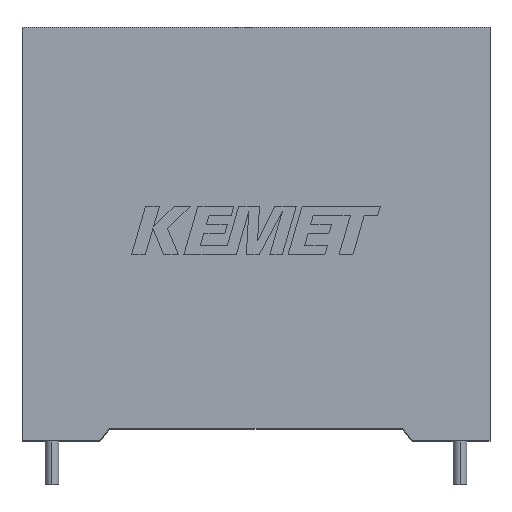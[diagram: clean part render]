
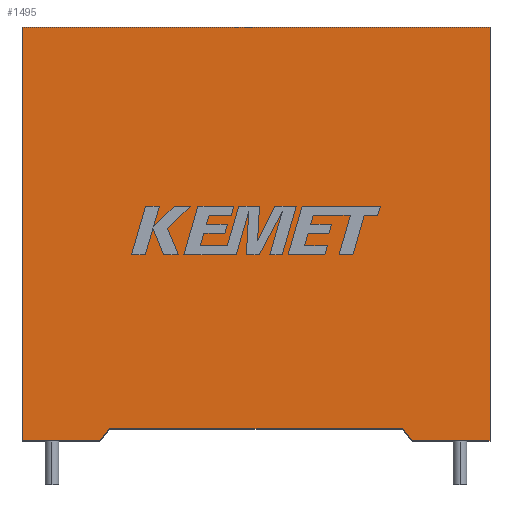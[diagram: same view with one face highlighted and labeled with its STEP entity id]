
A CAD part, top view. The second image highlights one B-rep face of the part: STEP entity #1495.
In plain terms, the highlighted planar face has unit normal (0, 0, 1).
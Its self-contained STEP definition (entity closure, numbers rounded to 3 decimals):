
#16 = EDGE_LOOP ( 'NONE', ( #1080, #1527, #2945, #1826, #2858, #2089, #840, #2597 ) ) ;
#31 = EDGE_CURVE ( 'NONE', #807, #3056, #451, .T. ) ;
#82 = VECTOR ( 'NONE', #663, 1000. ) ;
#163 = CARTESIAN_POINT ( 'NONE',  ( 34.95, 1.117, 29. ) ) ;
#186 = EDGE_CURVE ( 'NONE', #928, #3133, #2032, .T. ) ;
#215 = VECTOR ( 'NONE', #1370, 1000. ) ;
#250 = CARTESIAN_POINT ( 'NONE',  ( 21.5, 1.117, 29. ) ) ;
#263 = CARTESIAN_POINT ( 'NONE',  ( 43., 0., 29. ) ) ;
#345 = VECTOR ( 'NONE', #839, 1000. ) ;
#358 = CARTESIAN_POINT ( 'NONE',  ( 0., 0., 29. ) ) ;
#405 = CARTESIAN_POINT ( 'NONE',  ( 35.85, 0., 29. ) ) ;
#437 = CARTESIAN_POINT ( 'NONE',  ( 0., 0., 29. ) ) ;
#451 = LINE ( 'NONE', #263, #1845 ) ;
#464 = PLANE ( 'NONE',  #3045 ) ;
#489 = VERTEX_POINT ( 'NONE', #3078 ) ;
#566 = CARTESIAN_POINT ( 'NONE',  ( 8.05, 1.117, 29. ) ) ;
#663 = DIRECTION ( 'NONE',  ( 0.627, -0.779, 0. ) ) ;
#807 = VERTEX_POINT ( 'NONE', #2530 ) ;
#839 = DIRECTION ( 'NONE',  ( -1., 0., 0. ) ) ;
#840 = ORIENTED_EDGE ( 'NONE', *, *, #950, .T. ) ;
#903 = DIRECTION ( 'NONE',  ( 0., 0., -1. ) ) ;
#928 = VERTEX_POINT ( 'NONE', #163 ) ;
#950 = EDGE_CURVE ( 'NONE', #2234, #2454, #2138, .T. ) ;
#1060 = CARTESIAN_POINT ( 'NONE',  ( 43., 38., 29. ) ) ;
#1067 = EDGE_CURVE ( 'NONE', #1492, #807, #3096, .T. ) ;
#1080 = ORIENTED_EDGE ( 'NONE', *, *, #186, .F. ) ;
#1229 = CARTESIAN_POINT ( 'NONE',  ( 7.15, 0., 29. ) ) ;
#1233 = VECTOR ( 'NONE', #2740, 1000. ) ;
#1301 = DIRECTION ( 'NONE',  ( 0., -1., 0. ) ) ;
#1333 = EDGE_CURVE ( 'NONE', #3056, #489, #2268, .T. ) ;
#1370 = DIRECTION ( 'NONE',  ( 1., 0., 0. ) ) ;
#1492 = VERTEX_POINT ( 'NONE', #405 ) ;
#1495 = ADVANCED_FACE ( 'NONE', ( #2595 ), #464, .F. ) ;
#1527 = ORIENTED_EDGE ( 'NONE', *, *, #2748, .T. ) ;
#1537 = CARTESIAN_POINT ( 'NONE',  ( 8.05, 1.117, 29. ) ) ;
#1696 = CARTESIAN_POINT ( 'NONE',  ( 0., 0., 29. ) ) ;
#1721 = DIRECTION ( 'NONE',  ( -1., 0., 0. ) ) ;
#1826 = ORIENTED_EDGE ( 'NONE', *, *, #31, .T. ) ;
#1845 = VECTOR ( 'NONE', #1944, 1000. ) ;
#1944 = DIRECTION ( 'NONE',  ( 0., 1., 0. ) ) ;
#2032 = LINE ( 'NONE', #250, #2585 ) ;
#2044 = CARTESIAN_POINT ( 'NONE',  ( 0., 38., 29. ) ) ;
#2089 = ORIENTED_EDGE ( 'NONE', *, *, #2680, .T. ) ;
#2091 = CARTESIAN_POINT ( 'NONE',  ( 0., 0., 29. ) ) ;
#2138 = LINE ( 'NONE', #437, #215 ) ;
#2234 = VERTEX_POINT ( 'NONE', #2713 ) ;
#2268 = LINE ( 'NONE', #2044, #345 ) ;
#2322 = LINE ( 'NONE', #358, #2960 ) ;
#2342 = DIRECTION ( 'NONE',  ( -1., 0., 0. ) ) ;
#2451 = VECTOR ( 'NONE', #3135, 1000. ) ;
#2454 = VERTEX_POINT ( 'NONE', #1229 ) ;
#2530 = CARTESIAN_POINT ( 'NONE',  ( 43., 0., 29. ) ) ;
#2576 = LINE ( 'NONE', #1537, #1233 ) ;
#2585 = VECTOR ( 'NONE', #1721, 1000. ) ;
#2595 = FACE_OUTER_BOUND ( 'NONE', #16, .T. ) ;
#2597 = ORIENTED_EDGE ( 'NONE', *, *, #2625, .F. ) ;
#2625 = EDGE_CURVE ( 'NONE', #3133, #2454, #2576, .T. ) ;
#2680 = EDGE_CURVE ( 'NONE', #489, #2234, #2322, .T. ) ;
#2713 = CARTESIAN_POINT ( 'NONE',  ( 0., 0., 29. ) ) ;
#2740 = DIRECTION ( 'NONE',  ( -0.627, -0.779, 0. ) ) ;
#2748 = EDGE_CURVE ( 'NONE', #928, #1492, #2886, .T. ) ;
#2787 = CARTESIAN_POINT ( 'NONE',  ( 34.95, 1.117, 29. ) ) ;
#2858 = ORIENTED_EDGE ( 'NONE', *, *, #1333, .T. ) ;
#2886 = LINE ( 'NONE', #2787, #82 ) ;
#2945 = ORIENTED_EDGE ( 'NONE', *, *, #1067, .T. ) ;
#2960 = VECTOR ( 'NONE', #1301, 1000. ) ;
#3045 = AXIS2_PLACEMENT_3D ( 'NONE', #2091, #903, #2342 ) ;
#3056 = VERTEX_POINT ( 'NONE', #1060 ) ;
#3078 = CARTESIAN_POINT ( 'NONE',  ( 0., 38., 29. ) ) ;
#3096 = LINE ( 'NONE', #1696, #2451 ) ;
#3133 = VERTEX_POINT ( 'NONE', #566 ) ;
#3135 = DIRECTION ( 'NONE',  ( 1., 0., 0. ) ) ;
